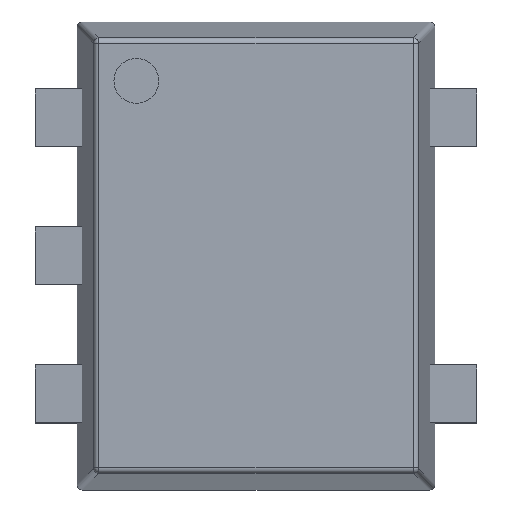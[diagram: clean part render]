
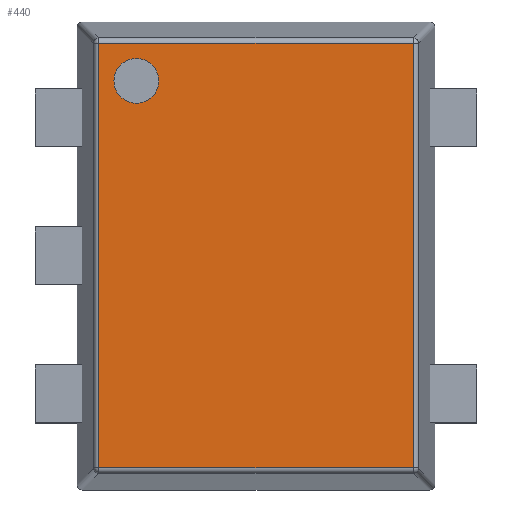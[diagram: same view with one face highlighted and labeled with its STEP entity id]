
A CAD part, top view. The second image highlights one B-rep face of the part: STEP entity #440.
In plain terms, the highlighted planar face has unit normal (0, 0, 1).
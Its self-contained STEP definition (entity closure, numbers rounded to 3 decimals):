
#249 = VERTEX_POINT('',#250);
#250 = CARTESIAN_POINT('',(0.081,0.081,0.6)
  );
#257 = EDGE_CURVE('',#249,#258,#260,.T.);
#258 = VERTEX_POINT('',#259);
#259 = CARTESIAN_POINT('',(0.081,1.619,0.6));
#260 = LINE('',#261,#262);
#261 = CARTESIAN_POINT('',(0.081,0.063,0.6)
  );
#262 = VECTOR('',#263,1.);
#263 = DIRECTION('',(0.,1.,0.));
#440 = ADVANCED_FACE('',(#441,#466),#477,.T.);
#441 = FACE_BOUND('',#442,.T.);
#442 = EDGE_LOOP('',(#443,#444,#452,#460));
#443 = ORIENTED_EDGE('',*,*,#257,.F.);
#444 = ORIENTED_EDGE('',*,*,#445,.T.);
#445 = EDGE_CURVE('',#249,#446,#448,.T.);
#446 = VERTEX_POINT('',#447);
#447 = CARTESIAN_POINT('',(1.219,0.081,0.6));
#448 = LINE('',#449,#450);
#449 = CARTESIAN_POINT('',(0.063,0.081,0.6)
  );
#450 = VECTOR('',#451,1.);
#451 = DIRECTION('',(1.,0.,0.));
#452 = ORIENTED_EDGE('',*,*,#453,.T.);
#453 = EDGE_CURVE('',#446,#454,#456,.T.);
#454 = VERTEX_POINT('',#455);
#455 = CARTESIAN_POINT('',(1.219,1.619,0.6));
#456 = LINE('',#457,#458);
#457 = CARTESIAN_POINT('',(1.219,0.063,0.6));
#458 = VECTOR('',#459,1.);
#459 = DIRECTION('',(0.,1.,0.));
#460 = ORIENTED_EDGE('',*,*,#461,.F.);
#461 = EDGE_CURVE('',#258,#454,#462,.T.);
#462 = LINE('',#463,#464);
#463 = CARTESIAN_POINT('',(0.063,1.619,0.6));
#464 = VECTOR('',#465,1.);
#465 = DIRECTION('',(1.,0.,0.));
#466 = FACE_BOUND('',#467,.T.);
#467 = EDGE_LOOP('',(#468));
#468 = ORIENTED_EDGE('',*,*,#469,.F.);
#469 = EDGE_CURVE('',#470,#470,#472,.T.);
#470 = VERTEX_POINT('',#471);
#471 = CARTESIAN_POINT('',(0.298,1.483,0.6));
#472 = CIRCLE('',#473,0.081);
#473 = AXIS2_PLACEMENT_3D('',#474,#475,#476);
#474 = CARTESIAN_POINT('',(0.217,1.483,0.6));
#475 = DIRECTION('',(0.,0.,1.));
#476 = DIRECTION('',(1.,0.,0.));
#477 = PLANE('',#478);
#478 = AXIS2_PLACEMENT_3D('',#479,#480,#481);
#479 = CARTESIAN_POINT('',(0.,0.,0.6));
#480 = DIRECTION('',(0.,0.,1.));
#481 = DIRECTION('',(1.,0.,0.));
